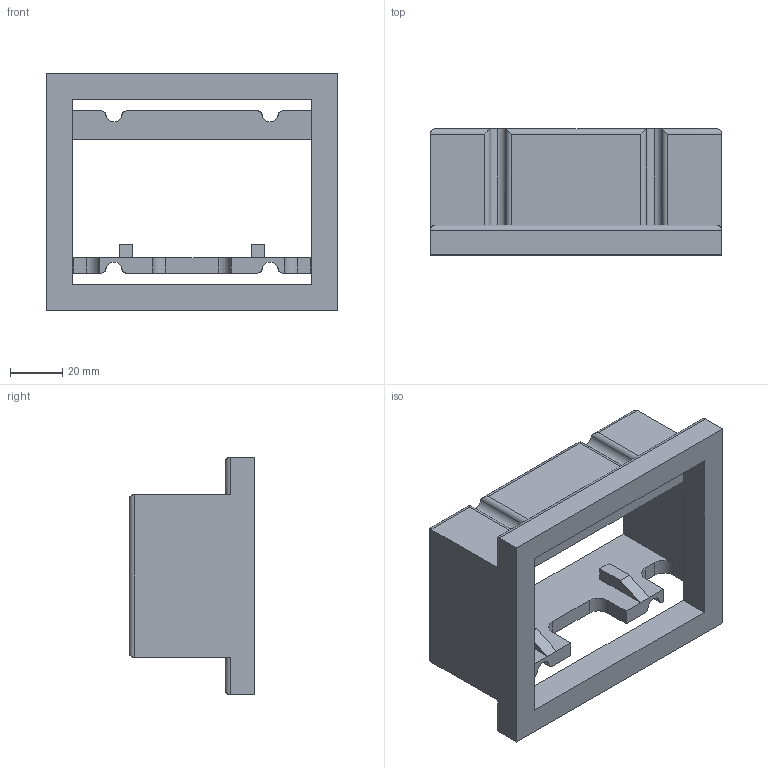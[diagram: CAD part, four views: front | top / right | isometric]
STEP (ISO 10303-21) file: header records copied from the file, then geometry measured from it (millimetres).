
FILE_DESCRIPTION (( 'STEP AP214' ), '1' );
FILE_NAME ('Base_CPVM.STEP', '2020-12-02T15:29:27', ( '' ), ( '' ), 'SwSTEP 2.0', 'SolidWorks 2020', '' );
FILE_SCHEMA (( 'AUTOMOTIVE_DESIGN' ));
Length unit declared in the file: millimetre
Products named in the file (1): Base_CPVM
Bounding box: 112 x 48.4 x 91.3 mm (x, y, z)
Volume: 115684.3 mm3; surface area: 41864.6 mm2
Topology: 1 solids, 1 shells, 80 faces, 232 edges, 150 vertices
Faces by surface type: plane 46, cylinder 34
Entity records: 2654 total; most frequent: CARTESIAN_POINT 535, ORIENTED_EDGE 464, DIRECTION 406, EDGE_CURVE 232, VECTOR 172, LINE 172, VERTEX_POINT 150, AXIS2_PLACEMENT_3D 117
